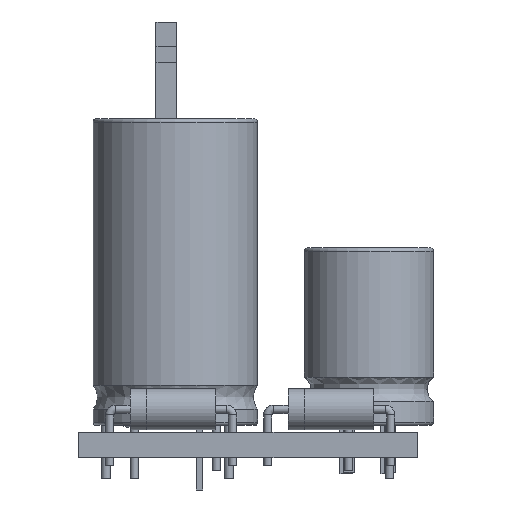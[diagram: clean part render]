
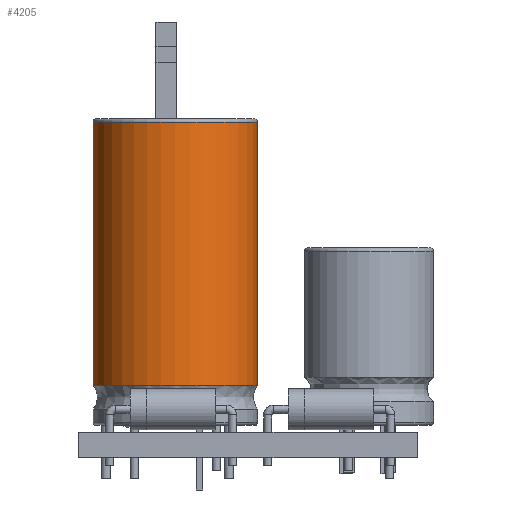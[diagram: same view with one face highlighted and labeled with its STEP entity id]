
A CAD part, left-side view. The second image highlights one B-rep face of the part: STEP entity #4205.
In plain terms, the highlighted cylindrical face has radius 5.1 mm (diameter 10.2 mm), a full revolution.
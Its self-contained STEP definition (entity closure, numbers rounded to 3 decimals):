
#3950 = SURFACE_OF_REVOLUTION('',#3951,#3956);
#3951 = CIRCLE('',#3952,1.2);
#3952 = AXIS2_PLACEMENT_3D('',#3953,#3954,#3955);
#3953 = CARTESIAN_POINT('',(-6.037,1.75,0.));
#3954 = DIRECTION('',(-0.,0.,1.));
#3955 = DIRECTION('',(1.,0.,0.));
#3956 = AXIS1_PLACEMENT('',#3957,#3958);
#3957 = CARTESIAN_POINT('',(0.,0.,0.));
#3958 = DIRECTION('',(0.,1.,0.));
#4045 = VERTEX_POINT('',#4046);
#4046 = CARTESIAN_POINT('',(-5.1,2.5,0.));
#4068 = EDGE_CURVE('',#4045,#4045,#4069,.T.);
#4069 = SURFACE_CURVE('',#4070,(#4075,#4082),.PCURVE_S1.);
#4070 = CIRCLE('',#4071,5.1);
#4071 = AXIS2_PLACEMENT_3D('',#4072,#4073,#4074);
#4072 = CARTESIAN_POINT('',(0.,2.5,0.));
#4073 = DIRECTION('',(0.,1.,0.));
#4074 = DIRECTION('',(-1.,0.,0.));
#4075 = PCURVE('',#3950,#4076);
#4076 = DEFINITIONAL_REPRESENTATION('',(#4077),#4081);
#4077 = LINE('',#4078,#4079);
#4078 = CARTESIAN_POINT('',(0.,0.675));
#4079 = VECTOR('',#4080,1.);
#4080 = DIRECTION('',(1.,0.));
#4081 = ( GEOMETRIC_REPRESENTATION_CONTEXT(2) 
PARAMETRIC_REPRESENTATION_CONTEXT() REPRESENTATION_CONTEXT('2D SPACE',''
  ) );
#4082 = PCURVE('',#4083,#4088);
#4083 = CYLINDRICAL_SURFACE('',#4084,5.1);
#4084 = AXIS2_PLACEMENT_3D('',#4085,#4086,#4087);
#4085 = CARTESIAN_POINT('',(0.,2.5,0.));
#4086 = DIRECTION('',(0.,1.,0.));
#4087 = DIRECTION('',(-1.,0.,0.));
#4088 = DEFINITIONAL_REPRESENTATION('',(#4089),#4093);
#4089 = LINE('',#4090,#4091);
#4090 = CARTESIAN_POINT('',(0.,0.));
#4091 = VECTOR('',#4092,1.);
#4092 = DIRECTION('',(1.,0.));
#4093 = ( GEOMETRIC_REPRESENTATION_CONTEXT(2) 
PARAMETRIC_REPRESENTATION_CONTEXT() REPRESENTATION_CONTEXT('2D SPACE',''
  ) );
#4205 = ADVANCED_FACE('',(#4206),#4083,.T.);
#4206 = FACE_BOUND('',#4207,.T.);
#4207 = EDGE_LOOP('',(#4208,#4231,#4232,#4233));
#4208 = ORIENTED_EDGE('',*,*,#4209,.F.);
#4209 = EDGE_CURVE('',#4045,#4210,#4212,.T.);
#4210 = VERTEX_POINT('',#4211);
#4211 = CARTESIAN_POINT('',(-5.1,18.8,0.));
#4212 = SEAM_CURVE('',#4213,(#4217,#4224),.PCURVE_S1.);
#4213 = LINE('',#4214,#4215);
#4214 = CARTESIAN_POINT('',(-5.1,2.5,0.));
#4215 = VECTOR('',#4216,1.);
#4216 = DIRECTION('',(0.,1.,0.));
#4217 = PCURVE('',#4083,#4218);
#4218 = DEFINITIONAL_REPRESENTATION('',(#4219),#4223);
#4219 = LINE('',#4220,#4221);
#4220 = CARTESIAN_POINT('',(0.,0.));
#4221 = VECTOR('',#4222,1.);
#4222 = DIRECTION('',(0.,1.));
#4223 = ( GEOMETRIC_REPRESENTATION_CONTEXT(2) 
PARAMETRIC_REPRESENTATION_CONTEXT() REPRESENTATION_CONTEXT('2D SPACE',''
  ) );
#4224 = PCURVE('',#4083,#4225);
#4225 = DEFINITIONAL_REPRESENTATION('',(#4226),#4230);
#4226 = LINE('',#4227,#4228);
#4227 = CARTESIAN_POINT('',(6.283,0.));
#4228 = VECTOR('',#4229,1.);
#4229 = DIRECTION('',(0.,1.));
#4230 = ( GEOMETRIC_REPRESENTATION_CONTEXT(2) 
PARAMETRIC_REPRESENTATION_CONTEXT() REPRESENTATION_CONTEXT('2D SPACE',''
  ) );
#4231 = ORIENTED_EDGE('',*,*,#4068,.T.);
#4232 = ORIENTED_EDGE('',*,*,#4209,.T.);
#4233 = ORIENTED_EDGE('',*,*,#4234,.F.);
#4234 = EDGE_CURVE('',#4210,#4210,#4235,.T.);
#4235 = SURFACE_CURVE('',#4236,(#4241,#4248),.PCURVE_S1.);
#4236 = CIRCLE('',#4237,5.1);
#4237 = AXIS2_PLACEMENT_3D('',#4238,#4239,#4240);
#4238 = CARTESIAN_POINT('',(0.,18.8,0.));
#4239 = DIRECTION('',(0.,1.,0.));
#4240 = DIRECTION('',(-1.,0.,0.));
#4241 = PCURVE('',#4083,#4242);
#4242 = DEFINITIONAL_REPRESENTATION('',(#4243),#4247);
#4243 = LINE('',#4244,#4245);
#4244 = CARTESIAN_POINT('',(0.,16.3));
#4245 = VECTOR('',#4246,1.);
#4246 = DIRECTION('',(1.,0.));
#4247 = ( GEOMETRIC_REPRESENTATION_CONTEXT(2) 
PARAMETRIC_REPRESENTATION_CONTEXT() REPRESENTATION_CONTEXT('2D SPACE',''
  ) );
#4248 = PCURVE('',#4249,#4254);
#4249 = TOROIDAL_SURFACE('',#4250,4.9,0.2);
#4250 = AXIS2_PLACEMENT_3D('',#4251,#4252,#4253);
#4251 = CARTESIAN_POINT('',(0.,18.8,0.));
#4252 = DIRECTION('',(0.,1.,0.));
#4253 = DIRECTION('',(-1.,0.,0.));
#4254 = DEFINITIONAL_REPRESENTATION('',(#4255),#4259);
#4255 = LINE('',#4256,#4257);
#4256 = CARTESIAN_POINT('',(0.,0.));
#4257 = VECTOR('',#4258,1.);
#4258 = DIRECTION('',(1.,0.));
#4259 = ( GEOMETRIC_REPRESENTATION_CONTEXT(2) 
PARAMETRIC_REPRESENTATION_CONTEXT() REPRESENTATION_CONTEXT('2D SPACE',''
  ) );
